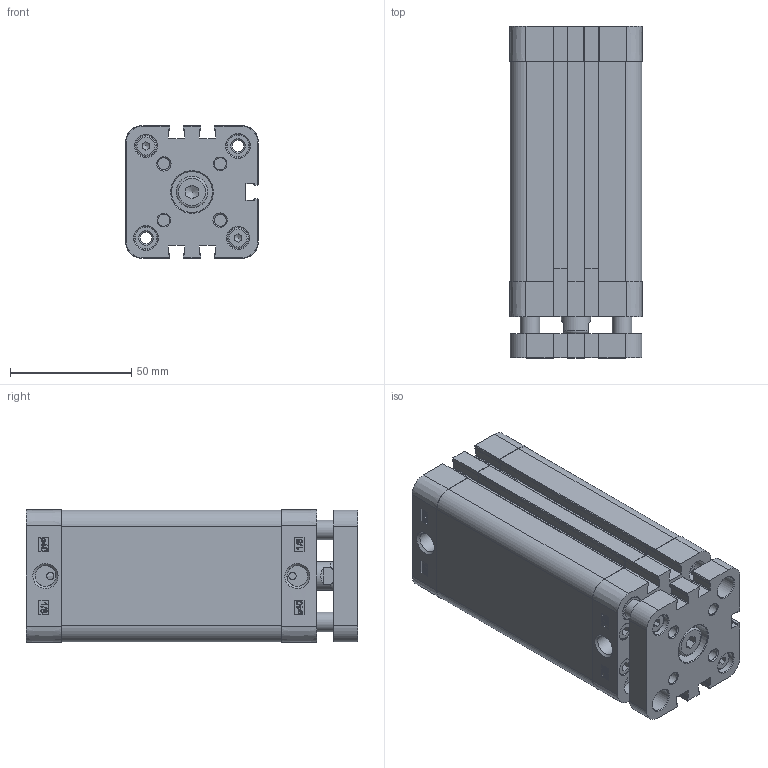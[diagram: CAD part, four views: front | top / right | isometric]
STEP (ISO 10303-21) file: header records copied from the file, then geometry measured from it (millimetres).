
FILE_DESCRIPTION((''),'2;1');
FILE_NAME('PDMA040.075.GS.F.stp','2013-05-15T15:30:44',('Administrator'),(''),'Autodesk Inventor 2012','Autodesk Inventor 2012','');
FILE_SCHEMA(('CONFIG_CONTROL_DESIGN'));
Length unit declared in the file: millimetre
Products named in the file (1): PDMA040.075.GS.F
Bounding box: 54.8 x 137 x 54.8 mm (x, y, z)
Volume: 211416.2 mm3; surface area: 106639.9 mm2
Topology: 9 solids, 9 shells, 1116 faces, 2792 edges, 1781 vertices
Faces by surface type: plane 545, cylinder 263, bspline 160, cone 68, torus 60, sphere 20
Full cylindrical faces by diameter (mm): 3 x2, 4.917 x6, 4.959 x2, 5 x4, 5.2 x4, 5.5 x2, 6.647 x1, 7.5 x8, 7.7 x8, 8 x7, 8.5 x2, 8.566 x2, 9 x9, 9.5 x2, 9.6 x1, 10 x2, 12 x1, 12.5 x1, 13 x1, 17 x1, 40 x1, 42.3 x1, 42.5 x1
Entity records: 36151 total; most frequent: CARTESIAN_POINT 9731, ORIENTED_EDGE 5230, DIRECTION 4900, EDGE_CURVE 2615, VERTEX_POINT 1750, AXIS2_PLACEMENT_3D 1719, VECTOR 1462, LINE 1462
